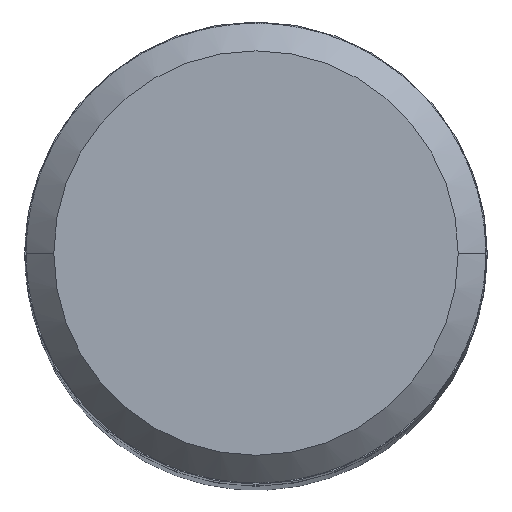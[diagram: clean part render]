
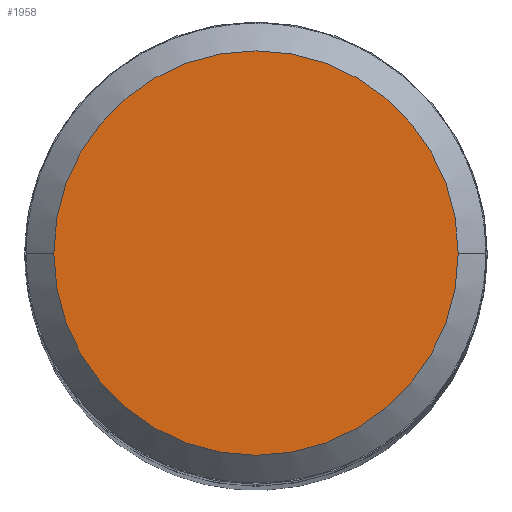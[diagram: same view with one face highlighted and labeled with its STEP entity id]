
A CAD part, top view. The second image highlights one B-rep face of the part: STEP entity #1958.
In plain terms, the highlighted planar face has unit normal (0, 0, 1).
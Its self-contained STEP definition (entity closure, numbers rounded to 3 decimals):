
#1823=CARTESIAN_POINT('Vertex',(-14.95,7.95,150.)) ;
#1826=CARTESIAN_POINT('Axis2P3D Location',(-7.95,7.95,150.)) ;
#1830=CARTESIAN_POINT('Vertex',(-0.95,7.95,150.)) ;
#1891=CARTESIAN_POINT('Axis2P3D Location',(-7.95,7.95,150.)) ;
#1949=CARTESIAN_POINT('Axis2P3D Location',(-7.95,7.95,150.)) ;
#1827=DIRECTION('Axis2P3D Direction',(0.,0.,-1.)) ;
#1892=DIRECTION('Axis2P3D Direction',(0.,0.,-1.)) ;
#1950=DIRECTION('Axis2P3D Direction',(0.,0.,1.)) ;
#1951=DIRECTION('Axis2P3D XDirection',(-1.,0.,0.)) ;
#1828=AXIS2_PLACEMENT_3D('Circle Axis2P3D',#1826,#1827,$) ;
#1893=AXIS2_PLACEMENT_3D('Circle Axis2P3D',#1891,#1892,$) ;
#1952=AXIS2_PLACEMENT_3D('Plane Axis2P3D',#1949,#1950,#1951) ;
#1829=CIRCLE('generated circle',#1828,7.) ;
#1894=CIRCLE('generated circle',#1893,7.) ;
#1953=PLANE('',#1952) ;
#1832=EDGE_CURVE('',#1824,#1831,#1829,.T.) ;
#1895=EDGE_CURVE('',#1831,#1824,#1894,.T.) ;
#1954=EDGE_LOOP('',(#1955,#1956)) ;
#1955=ORIENTED_EDGE('',*,*,#1832,.F.) ;
#1956=ORIENTED_EDGE('',*,*,#1895,.F.) ;
#1824=VERTEX_POINT('',#1823) ;
#1831=VERTEX_POINT('',#1830) ;
#1958=ADVANCED_FACE('MANIFOLD_SOLID_BREP #15133',(#1957),#1953,.T.) ;
#1957=FACE_OUTER_BOUND('',#1954,.T.) ;
